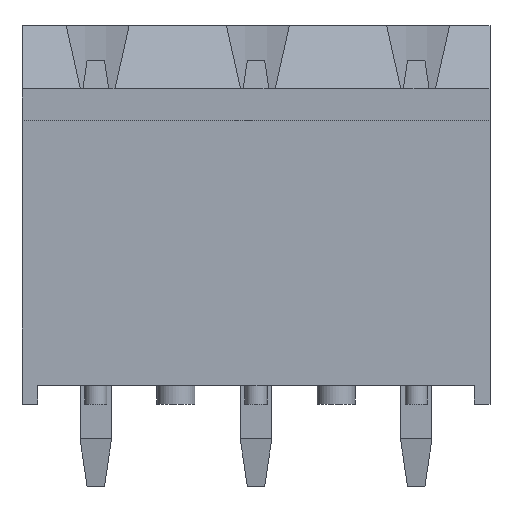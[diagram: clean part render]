
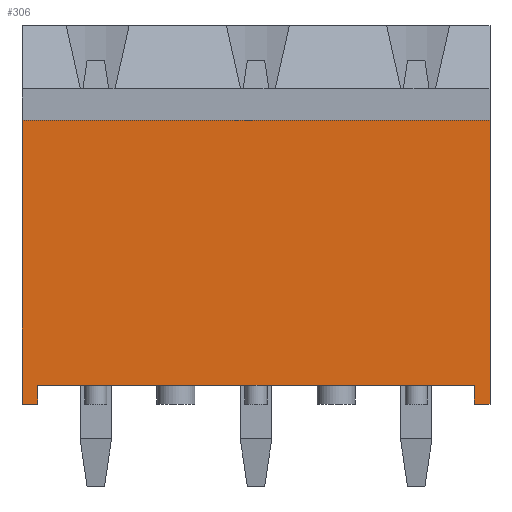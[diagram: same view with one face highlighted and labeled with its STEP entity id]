
A CAD part, front view. The second image highlights one B-rep face of the part: STEP entity #306.
In plain terms, the highlighted planar face has unit normal (0, -1, 0).
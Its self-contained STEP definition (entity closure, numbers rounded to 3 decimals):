
#306 = ADVANCED_FACE( '', ( #682 ), #683, .T. );
#682 = FACE_OUTER_BOUND( '', #1156, .T. );
#683 = PLANE( '', #1157 );
#1156 = EDGE_LOOP( '', ( #1852, #1853, #1854, #1855, #1856, #1857, #1858, #1859, #1860, #1861, #1862 ) );
#1157 = AXIS2_PLACEMENT_3D( '', #1863, #1864, #1865 );
#1852 = ORIENTED_EDGE( '', *, *, #3077, .F. );
#1853 = ORIENTED_EDGE( '', *, *, #3078, .F. );
#1854 = ORIENTED_EDGE( '', *, *, #3079, .F. );
#1855 = ORIENTED_EDGE( '', *, *, #3080, .T. );
#1856 = ORIENTED_EDGE( '', *, *, #3006, .T. );
#1857 = ORIENTED_EDGE( '', *, *, #3081, .T. );
#1858 = ORIENTED_EDGE( '', *, *, #3008, .F. );
#1859 = ORIENTED_EDGE( '', *, *, #2895, .T. );
#1860 = ORIENTED_EDGE( '', *, *, #2946, .F. );
#1861 = ORIENTED_EDGE( '', *, *, #3082, .F. );
#1862 = ORIENTED_EDGE( '', *, *, #3083, .F. );
#1863 = CARTESIAN_POINT( '', ( 0., 0.8, 0. ) );
#1864 = DIRECTION( '', ( 0., -1., 0. ) );
#1865 = DIRECTION( '', ( 0., 0., -1. ) );
#2895 = EDGE_CURVE( '', #3451, #3449, #3452, .T. );
#2946 = EDGE_CURVE( '', #3542, #3449, #3543, .T. );
#3006 = EDGE_CURVE( '', #3638, #3642, #3644, .T. );
#3008 = EDGE_CURVE( '', #3451, #3646, #3647, .T. );
#3077 = EDGE_CURVE( '', #3762, #3763, #3764, .T. );
#3078 = EDGE_CURVE( '', #3765, #3762, #3766, .T. );
#3079 = EDGE_CURVE( '', #3767, #3765, #3768, .T. );
#3080 = EDGE_CURVE( '', #3767, #3638, #3769, .T. );
#3081 = EDGE_CURVE( '', #3642, #3646, #3770, .T. );
#3082 = EDGE_CURVE( '', #3771, #3542, #3772, .T. );
#3083 = EDGE_CURVE( '', #3763, #3771, #3773, .T. );
#3449 = VERTEX_POINT( '', #4252 );
#3451 = VERTEX_POINT( '', #4255 );
#3452 = LINE( '', #4256, #4257 );
#3542 = VERTEX_POINT( '', #4389 );
#3543 = LINE( '', #4390, #4391 );
#3638 = VERTEX_POINT( '', #4523 );
#3642 = VERTEX_POINT( '', #4529 );
#3644 = LINE( '', #4532, #4533 );
#3646 = VERTEX_POINT( '', #4535 );
#3647 = LINE( '', #4536, #4537 );
#3762 = VERTEX_POINT( '', #4709 );
#3763 = VERTEX_POINT( '', #4710 );
#3764 = LINE( '', #4711, #4712 );
#3765 = VERTEX_POINT( '', #4713 );
#3766 = LINE( '', #4714, #4715 );
#3767 = VERTEX_POINT( '', #4716 );
#3768 = LINE( '', #4717, #4718 );
#3769 = LINE( '', #4719, #4720 );
#3770 = LINE( '', #4721, #4722 );
#3771 = VERTEX_POINT( '', #4723 );
#3772 = LINE( '', #4724, #4725 );
#3773 = LINE( '', #4726, #4727 );
#4252 = CARTESIAN_POINT( '', ( 2.1, 0.8, 0.6 ) );
#4255 = CARTESIAN_POINT( '', ( 2.1, 0.8, 0. ) );
#4256 = CARTESIAN_POINT( '', ( 2.1, 0.8, 0. ) );
#4257 = VECTOR( '', #5337, 1000. );
#4389 = CARTESIAN_POINT( '', ( 3.94, 0.8, 0.6 ) );
#4390 = CARTESIAN_POINT( '', ( 16.84, 0.8, 0.6 ) );
#4391 = VECTOR( '', #5380, 1000. );
#4523 = CARTESIAN_POINT( '', ( 16.44, 0.8, 9. ) );
#4529 = CARTESIAN_POINT( '', ( 1.6, 0.8, 9. ) );
#4532 = CARTESIAN_POINT( '', ( 18.04, 0.8, 9. ) );
#4533 = VECTOR( '', #5439, 1000. );
#4535 = CARTESIAN_POINT( '', ( 1.6, 0.8, 0. ) );
#4536 = CARTESIAN_POINT( '', ( 2.1, 0.8, 0. ) );
#4537 = VECTOR( '', #5440, 1000. );
#4709 = CARTESIAN_POINT( '', ( 15.94, 0.8, 0.6 ) );
#4710 = CARTESIAN_POINT( '', ( 14.1, 0.8, 0.6 ) );
#4711 = CARTESIAN_POINT( '', ( 16.84, 0.8, 0.6 ) );
#4712 = VECTOR( '', #5501, 1000. );
#4713 = CARTESIAN_POINT( '', ( 15.94, 0.8, 0. ) );
#4714 = CARTESIAN_POINT( '', ( 15.94, 0.8, 0. ) );
#4715 = VECTOR( '', #5502, 1000. );
#4716 = CARTESIAN_POINT( '', ( 16.44, 0.8, 0. ) );
#4717 = CARTESIAN_POINT( '', ( 16.44, 0.8, 0. ) );
#4718 = VECTOR( '', #5503, 1000. );
#4719 = CARTESIAN_POINT( '', ( 16.44, 0.8, 0. ) );
#4720 = VECTOR( '', #5504, 1000. );
#4721 = CARTESIAN_POINT( '', ( 1.6, 0.8, 0. ) );
#4722 = VECTOR( '', #5505, 1000. );
#4723 = CARTESIAN_POINT( '', ( 9.02, 0.8, 0.6 ) );
#4724 = CARTESIAN_POINT( '', ( 16.84, 0.8, 0.6 ) );
#4725 = VECTOR( '', #5506, 1000. );
#4726 = CARTESIAN_POINT( '', ( 16.84, 0.8, 0.6 ) );
#4727 = VECTOR( '', #5507, 1000. );
#5337 = DIRECTION( '', ( 0., 0., 1. ) );
#5380 = DIRECTION( '', ( -1., 0., 0. ) );
#5439 = DIRECTION( '', ( -1., 0., 0. ) );
#5440 = DIRECTION( '', ( -1., 0., 0. ) );
#5501 = DIRECTION( '', ( -1., 0., 0. ) );
#5502 = DIRECTION( '', ( 0., 0., 1. ) );
#5503 = DIRECTION( '', ( -1., 0., 0. ) );
#5504 = DIRECTION( '', ( 0., 0., 1. ) );
#5505 = DIRECTION( '', ( 0., 0., -1. ) );
#5506 = DIRECTION( '', ( -1., 0., 0. ) );
#5507 = DIRECTION( '', ( -1., 0., 0. ) );
